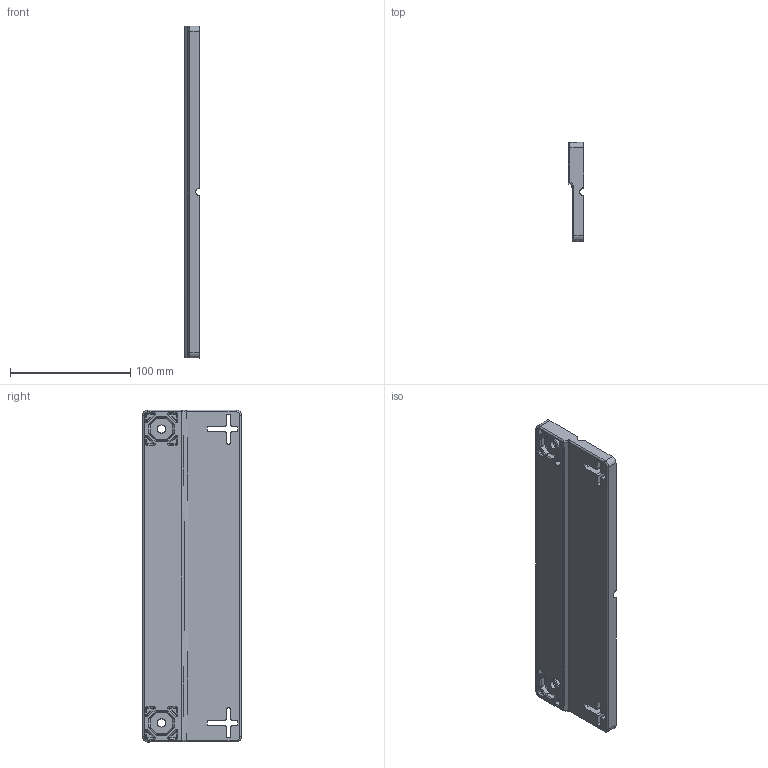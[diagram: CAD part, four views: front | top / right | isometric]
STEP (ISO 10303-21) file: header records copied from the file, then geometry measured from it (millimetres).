
FILE_DESCRIPTION (( 'STEP AP203' ), '1' );
FILE_NAME ('MFK12_Default.step', '2023-12-20T19:44:16', ( 'Windows User' ), ( 'AUTOMATION DIRECT' ), 'SwSTEP 2.0', 'SolidWorks 2023', '' );
FILE_SCHEMA (( 'CONFIG_CONTROL_DESIGN' ));
Length unit declared in the file: inch
Products named in the file (1): MFK12_Default
Bounding box: 12.7 x 82.55 x 276.61 mm (x, y, z)
Volume: 103086.3 mm3; surface area: 71447 mm2
Topology: 1 solids, 1 shells, 1195 faces, 2836 edges, 1641 vertices
Faces by surface type: cylinder 397, bspline 367, plane 334, cone 80, torus 17
Full cylindrical faces by diameter (mm): 6.858 x2
Entity records: 48767 total; most frequent: CARTESIAN_POINT 24723, ORIENTED_EDGE 5564, DIRECTION 3876, EDGE_CURVE 2782, VERTEX_POINT 1636, VECTOR 1364, LINE 1364, AXIS2_PLACEMENT_3D 1256
